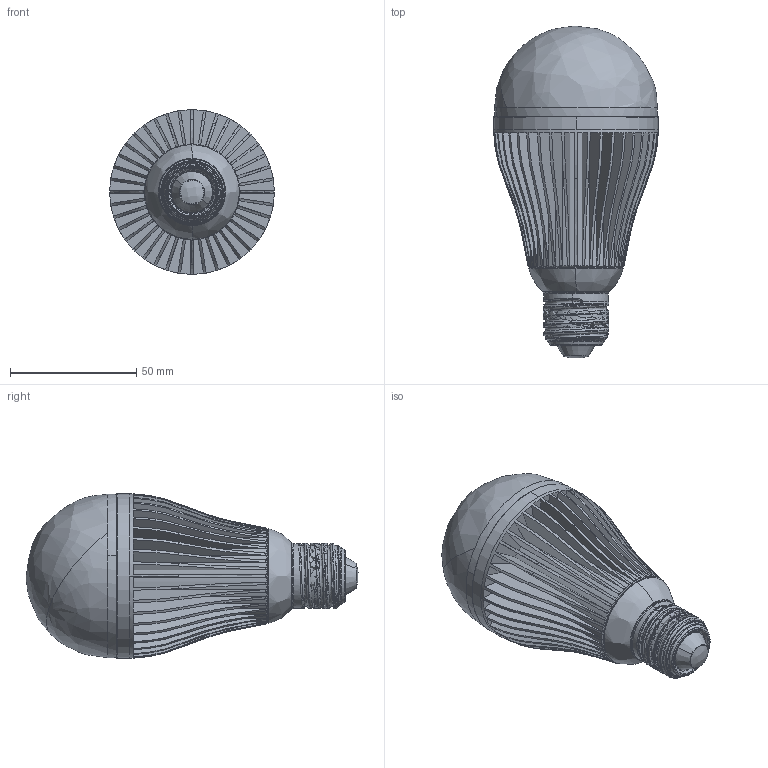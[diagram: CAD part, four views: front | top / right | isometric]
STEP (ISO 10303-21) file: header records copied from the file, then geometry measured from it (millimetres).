
FILE_DESCRIPTION (( 'STEP AP214' ), '1' );
FILE_NAME ('SP160604W-XXK.STEP', '2020-08-24T18:03:49', ( 'user' ), ( 'Microsoft' ), 'SwSTEP 2.0', 'SolidWorks 2018', '' );
FILE_SCHEMA (( 'AUTOMOTIVE_DESIGN' ));
Length unit declared in the file: millimetre
Products named in the file (8): 10377_sealing gasket_Stretched; SCREW BASE SP160604; Base Tip SP160604; Base sp160604; 505168; 505166 SP130903-X SLEEVE_simple; 505164_simple; SP160604W-XXK
Assembly tree (7 placements, depth 2):
  SP160604W-XXK
    505164_simple
    505166 SP130903-X SLEEVE_simple
    505168
    Base sp160604
    Base Tip SP160604
    SCREW BASE SP160604
    10377_sealing gasket_Stretched
Bounding box: 65.2 x 131.59 x 65.2 mm (x, y, z)
Volume: 48489.5 mm3; surface area: 89903.9 mm2
Topology: 5 solids, 8 shells, 482 faces, 1309 edges, 827 vertices
Faces by surface type: plane 165, cylinder 111, bspline 97, torus 63, cone 46
Entity records: 39480 total; most frequent: CARTESIAN_POINT 27948, ORIENTED_EDGE 2559, DIRECTION 2126, EDGE_CURVE 1291, AXIS2_PLACEMENT_3D 914, VERTEX_POINT 827, CIRCLE 518, EDGE_LOOP 507
